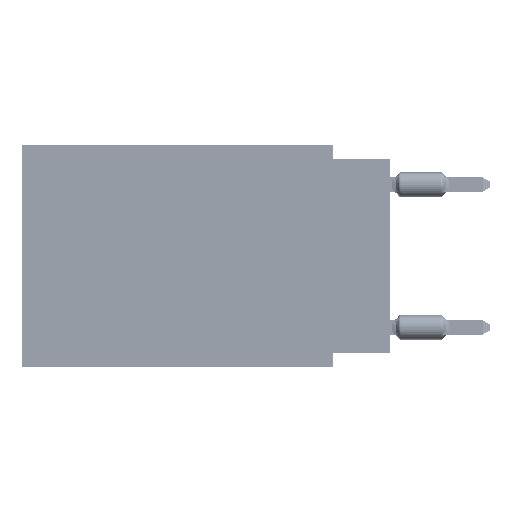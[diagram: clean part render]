
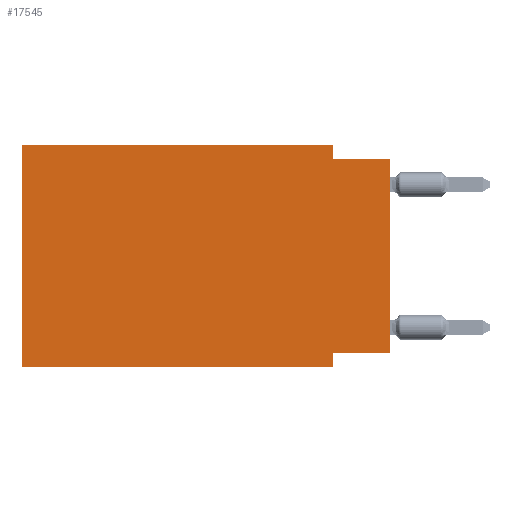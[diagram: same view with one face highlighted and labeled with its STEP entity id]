
A CAD part, left-side view. The second image highlights one B-rep face of the part: STEP entity #17545.
In plain terms, the highlighted planar face has unit normal (-1, 0, 0).
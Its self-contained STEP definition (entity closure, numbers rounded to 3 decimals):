
#1197 = VERTEX_POINT ( 'NONE', #44867 ) ;
#2732 = VERTEX_POINT ( 'NONE', #55240 ) ;
#3861 = VECTOR ( 'NONE', #26088, 1000. ) ;
#3937 = VECTOR ( 'NONE', #19750, 1000. ) ;
#4691 = DIRECTION ( 'NONE',  ( 0., 0., -1. ) ) ;
#4744 = VECTOR ( 'NONE', #4937, 1000. ) ;
#4937 = DIRECTION ( 'NONE',  ( 0., 0., -1. ) ) ;
#6248 = ORIENTED_EDGE ( 'NONE', *, *, #48381, .F. ) ;
#8095 = ORIENTED_EDGE ( 'NONE', *, *, #27154, .F. ) ;
#9117 = CARTESIAN_POINT ( 'NONE',  ( 0., 16.383, -9.906 ) ) ;
#10025 = EDGE_CURVE ( 'NONE', #40439, #42766, #39851, .T. ) ;
#10663 = ORIENTED_EDGE ( 'NONE', *, *, #10025, .F. ) ;
#11085 = EDGE_CURVE ( 'NONE', #34835, #2732, #46412, .T. ) ;
#12995 = ORIENTED_EDGE ( 'NONE', *, *, #11085, .F. ) ;
#13194 = ORIENTED_EDGE ( 'NONE', *, *, #25546, .T. ) ;
#14320 = CARTESIAN_POINT ( 'NONE',  ( 0., 2.54, -9.906 ) ) ;
#14956 = CARTESIAN_POINT ( 'NONE',  ( 0., 2.54, 0. ) ) ;
#16888 = LINE ( 'NONE', #56504, #39181 ) ;
#17157 = CARTESIAN_POINT ( 'NONE',  ( 0., 16.383, -9.906 ) ) ;
#17465 = DIRECTION ( 'NONE',  ( 0., -1., 0. ) ) ;
#17545 = ADVANCED_FACE ( 'NONE', ( #54062 ), #22965, .F. ) ;
#18089 = ORIENTED_EDGE ( 'NONE', *, *, #30502, .F. ) ;
#19750 = DIRECTION ( 'NONE',  ( 0., 1., 0. ) ) ;
#21224 = VECTOR ( 'NONE', #4691, 1000. ) ;
#21574 = LINE ( 'NONE', #39738, #53048 ) ;
#22682 = DIRECTION ( 'NONE',  ( 1., 0., 0. ) ) ;
#22961 = EDGE_CURVE ( 'NONE', #2732, #57810, #26939, .T. ) ;
#22965 = PLANE ( 'NONE',  #34424 ) ;
#23973 = CARTESIAN_POINT ( 'NONE',  ( 0., 16.383, 0. ) ) ;
#25546 = EDGE_CURVE ( 'NONE', #50072, #57810, #53709, .T. ) ;
#26088 = DIRECTION ( 'NONE',  ( 0., -1., 0. ) ) ;
#26939 = LINE ( 'NONE', #14320, #4744 ) ;
#27069 = DIRECTION ( 'NONE',  ( 0., 0., -1. ) ) ;
#27154 = EDGE_CURVE ( 'NONE', #50072, #40439, #32193, .T. ) ;
#28669 = DIRECTION ( 'NONE',  ( 0., 0., 1. ) ) ;
#30323 = VECTOR ( 'NONE', #28669, 1000. ) ;
#30502 = EDGE_CURVE ( 'NONE', #1197, #50483, #21574, .T. ) ;
#32193 = LINE ( 'NONE', #23973, #30323 ) ;
#34178 = ORIENTED_EDGE ( 'NONE', *, *, #22961, .F. ) ;
#34424 = AXIS2_PLACEMENT_3D ( 'NONE', #40838, #22682, #27069 ) ;
#34835 = VERTEX_POINT ( 'NONE', #45220 ) ;
#38431 = CARTESIAN_POINT ( 'NONE',  ( 0., 2.54, -9.906 ) ) ;
#39181 = VECTOR ( 'NONE', #39440, 1000. ) ;
#39440 = DIRECTION ( 'NONE',  ( 0., 0., 1. ) ) ;
#39738 = CARTESIAN_POINT ( 'NONE',  ( 0., 0., -0.635 ) ) ;
#39851 = LINE ( 'NONE', #43969, #3861 ) ;
#40439 = VERTEX_POINT ( 'NONE', #52266 ) ;
#40724 = CARTESIAN_POINT ( 'NONE',  ( 0., 0., -0.635 ) ) ;
#40838 = CARTESIAN_POINT ( 'NONE',  ( 0., 16.383, 0. ) ) ;
#42766 = VERTEX_POINT ( 'NONE', #14956 ) ;
#43969 = CARTESIAN_POINT ( 'NONE',  ( 0., 16.383, 0. ) ) ;
#43986 = CARTESIAN_POINT ( 'NONE',  ( 0., 2.54, 0. ) ) ;
#44858 = LINE ( 'NONE', #43986, #21224 ) ;
#44867 = CARTESIAN_POINT ( 'NONE',  ( 0., 2.54, -0.635 ) ) ;
#44883 = DIRECTION ( 'NONE',  ( 0., -1., 0. ) ) ;
#45220 = CARTESIAN_POINT ( 'NONE',  ( 0., 0., -9.271 ) ) ;
#46412 = LINE ( 'NONE', #47016, #3937 ) ;
#47016 = CARTESIAN_POINT ( 'NONE',  ( 0., 0., -9.271 ) ) ;
#48381 = EDGE_CURVE ( 'NONE', #42766, #1197, #44858, .T. ) ;
#50072 = VERTEX_POINT ( 'NONE', #17157 ) ;
#50483 = VERTEX_POINT ( 'NONE', #40724 ) ;
#51160 = EDGE_LOOP ( 'NONE', ( #55443, #18089, #6248, #10663, #8095, #13194, #34178, #12995 ) ) ;
#52266 = CARTESIAN_POINT ( 'NONE',  ( 0., 16.383, 0. ) ) ;
#52308 = EDGE_CURVE ( 'NONE', #34835, #50483, #16888, .T. ) ;
#53048 = VECTOR ( 'NONE', #17465, 1000. ) ;
#53709 = LINE ( 'NONE', #9117, #55506 ) ;
#54062 = FACE_OUTER_BOUND ( 'NONE', #51160, .T. ) ;
#55240 = CARTESIAN_POINT ( 'NONE',  ( 0., 2.54, -9.271 ) ) ;
#55443 = ORIENTED_EDGE ( 'NONE', *, *, #52308, .T. ) ;
#55506 = VECTOR ( 'NONE', #44883, 1000. ) ;
#56504 = CARTESIAN_POINT ( 'NONE',  ( 0., 0., 0. ) ) ;
#57810 = VERTEX_POINT ( 'NONE', #38431 ) ;
